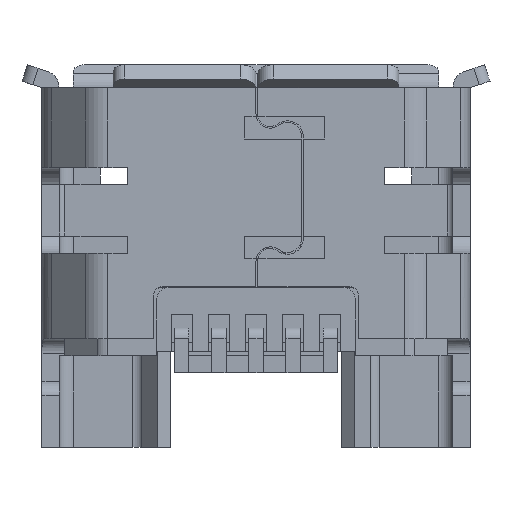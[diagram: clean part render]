
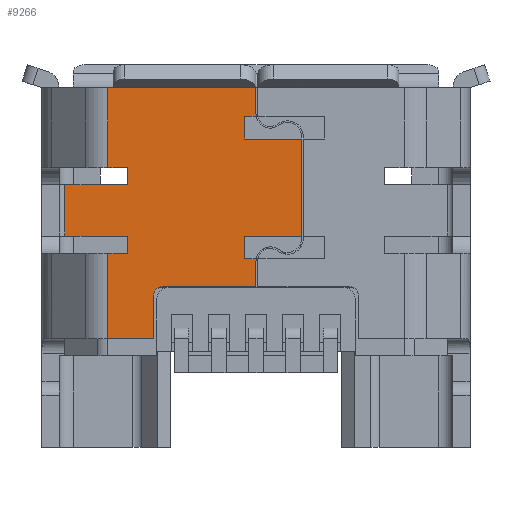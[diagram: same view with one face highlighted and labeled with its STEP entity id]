
A CAD part, front view. The second image highlights one B-rep face of the part: STEP entity #9266.
In plain terms, the highlighted planar face has unit normal (0, -1, 0).
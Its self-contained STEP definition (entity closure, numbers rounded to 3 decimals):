
#20=ELLIPSE('',#9949,0.503,0.28);
#423=LINE('',#13195,#1509);
#429=LINE('',#13208,#1515);
#1165=LINE('',#15025,#2251);
#1166=LINE('',#15030,#2252);
#1169=LINE('',#15041,#2255);
#1171=LINE('',#15045,#2257);
#1173=LINE('',#15049,#2259);
#1176=LINE('',#15055,#2262);
#1178=LINE('',#15059,#2264);
#1180=LINE('',#15063,#2266);
#1182=LINE('',#15068,#2268);
#1186=LINE('',#15074,#2272);
#1187=LINE('',#15078,#2273);
#1206=LINE('',#15131,#2292);
#1214=LINE('',#15155,#2300);
#1217=LINE('',#15161,#2303);
#1220=LINE('',#15170,#2306);
#1226=LINE('',#15184,#2312);
#1230=LINE('',#15194,#2316);
#1234=LINE('',#15204,#2320);
#1243=LINE('',#15225,#2329);
#1244=LINE('',#15227,#2330);
#1245=LINE('',#15228,#2331);
#1509=VECTOR('',#10620,1000.);
#1515=VECTOR('',#10628,1000.);
#2251=VECTOR('',#12286,1000.);
#2252=VECTOR('',#12291,1000.);
#2255=VECTOR('',#12304,1000.);
#2257=VECTOR('',#12308,1000.);
#2259=VECTOR('',#12312,1000.);
#2262=VECTOR('',#12317,1000.);
#2264=VECTOR('',#12321,1000.);
#2266=VECTOR('',#12325,1000.);
#2268=VECTOR('',#12329,1000.);
#2272=VECTOR('',#12335,1000.);
#2273=VECTOR('',#12340,1000.);
#2292=VECTOR('',#12405,1000.);
#2300=VECTOR('',#12431,1000.);
#2303=VECTOR('',#12436,1000.);
#2306=VECTOR('',#12449,1000.);
#2312=VECTOR('',#12465,1000.);
#2316=VECTOR('',#12477,1000.);
#2320=VECTOR('',#12489,1000.);
#2329=VECTOR('',#12510,1000.);
#2330=VECTOR('',#12511,1000.);
#2331=VECTOR('',#12512,1000.);
#2692=PLANE('',#10016);
#3159=FACE_OUTER_BOUND('',#3649,.T.);
#3649=EDGE_LOOP('',(#8689,#8690,#8691,#8692,#8693,#8694,#8695,#8696,#8697,
#8698,#8699,#8700,#8701,#8702,#8703,#8704,#8705,#8706,#8707,#8708,#8709,
#8710,#8711,#8712,#8713,#8714,#8715));
#3705=CIRCLE('',#9467,0.25);
#3896=CIRCLE('',#9989,0.15);
#3898=CIRCLE('',#9994,0.25);
#4086=VERTEX_POINT('',#13134);
#4087=VERTEX_POINT('',#13136);
#4112=VERTEX_POINT('',#13193);
#4113=VERTEX_POINT('',#13194);
#4118=VERTEX_POINT('',#13205);
#4119=VERTEX_POINT('',#13207);
#4718=VERTEX_POINT('',#15022);
#4719=VERTEX_POINT('',#15024);
#4720=VERTEX_POINT('',#15028);
#4721=VERTEX_POINT('',#15029);
#4723=VERTEX_POINT('',#15036);
#4724=VERTEX_POINT('',#15040);
#4725=VERTEX_POINT('',#15044);
#4726=VERTEX_POINT('',#15048);
#4727=VERTEX_POINT('',#15052);
#4728=VERTEX_POINT('',#15054);
#4729=VERTEX_POINT('',#15058);
#4730=VERTEX_POINT('',#15062);
#4731=VERTEX_POINT('',#15066);
#4732=VERTEX_POINT('',#15067);
#4733=VERTEX_POINT('',#15073);
#4734=VERTEX_POINT('',#15077);
#4749=VERTEX_POINT('',#15145);
#4752=VERTEX_POINT('',#15153);
#4754=VERTEX_POINT('',#15159);
#4768=VERTEX_POINT('',#15224);
#4769=VERTEX_POINT('',#15226);
#5049=EDGE_CURVE('',#4087,#4086,#3705,.T.);
#5075=EDGE_CURVE('',#4112,#4113,#423,.T.);
#5081=EDGE_CURVE('',#4119,#4118,#429,.T.);
#5991=EDGE_CURVE('',#4719,#4718,#1165,.T.);
#5993=EDGE_CURVE('',#4720,#4721,#1166,.T.);
#5997=EDGE_CURVE('',#4723,#4720,#20,.T.);
#5999=EDGE_CURVE('',#4724,#4087,#1169,.T.);
#6001=EDGE_CURVE('',#4725,#4724,#1171,.T.);
#6003=EDGE_CURVE('',#4726,#4725,#1173,.T.);
#6006=EDGE_CURVE('',#4728,#4727,#1176,.T.);
#6008=EDGE_CURVE('',#4729,#4728,#1178,.T.);
#6010=EDGE_CURVE('',#4730,#4729,#1180,.T.);
#6012=EDGE_CURVE('',#4731,#4732,#1182,.T.);
#6016=EDGE_CURVE('',#4733,#4731,#1186,.T.);
#6018=EDGE_CURVE('',#4734,#4733,#1187,.T.);
#6045=EDGE_CURVE('',#4734,#4113,#1206,.T.);
#6054=EDGE_CURVE('',#4732,#4749,#3896,.T.);
#6058=EDGE_CURVE('',#4749,#4752,#1214,.T.);
#6061=EDGE_CURVE('',#4752,#4754,#1217,.T.);
#6062=EDGE_CURVE('',#4754,#4730,#3898,.T.);
#6066=EDGE_CURVE('',#4727,#4726,#1220,.T.);
#6074=EDGE_CURVE('',#4086,#4723,#1226,.T.);
#6079=EDGE_CURVE('',#4721,#4719,#1230,.T.);
#6085=EDGE_CURVE('',#4119,#4718,#1234,.T.);
#6095=EDGE_CURVE('',#4118,#4768,#1243,.T.);
#6096=EDGE_CURVE('',#4768,#4769,#1244,.T.);
#6097=EDGE_CURVE('',#4112,#4769,#1245,.T.);
#8689=ORIENTED_EDGE('',*,*,#5081,.T.);
#8690=ORIENTED_EDGE('',*,*,#6095,.T.);
#8691=ORIENTED_EDGE('',*,*,#6096,.T.);
#8692=ORIENTED_EDGE('',*,*,#6097,.F.);
#8693=ORIENTED_EDGE('',*,*,#5075,.T.);
#8694=ORIENTED_EDGE('',*,*,#6045,.F.);
#8695=ORIENTED_EDGE('',*,*,#6018,.T.);
#8696=ORIENTED_EDGE('',*,*,#6016,.T.);
#8697=ORIENTED_EDGE('',*,*,#6012,.T.);
#8698=ORIENTED_EDGE('',*,*,#6054,.T.);
#8699=ORIENTED_EDGE('',*,*,#6058,.T.);
#8700=ORIENTED_EDGE('',*,*,#6061,.T.);
#8701=ORIENTED_EDGE('',*,*,#6062,.T.);
#8702=ORIENTED_EDGE('',*,*,#6010,.T.);
#8703=ORIENTED_EDGE('',*,*,#6008,.T.);
#8704=ORIENTED_EDGE('',*,*,#6006,.T.);
#8705=ORIENTED_EDGE('',*,*,#6066,.T.);
#8706=ORIENTED_EDGE('',*,*,#6003,.T.);
#8707=ORIENTED_EDGE('',*,*,#6001,.T.);
#8708=ORIENTED_EDGE('',*,*,#5999,.T.);
#8709=ORIENTED_EDGE('',*,*,#5049,.T.);
#8710=ORIENTED_EDGE('',*,*,#6074,.T.);
#8711=ORIENTED_EDGE('',*,*,#5997,.T.);
#8712=ORIENTED_EDGE('',*,*,#5993,.T.);
#8713=ORIENTED_EDGE('',*,*,#6079,.T.);
#8714=ORIENTED_EDGE('',*,*,#5991,.T.);
#8715=ORIENTED_EDGE('',*,*,#6085,.F.);
#9266=ADVANCED_FACE('',(#3159),#2692,.T.);
#9467=AXIS2_PLACEMENT_3D('',#13137,#10573,#10574);
#9949=AXIS2_PLACEMENT_3D('',#15037,#12299,#12300);
#9989=AXIS2_PLACEMENT_3D('',#15148,#12423,#12424);
#9994=AXIS2_PLACEMENT_3D('',#15163,#12439,#12440);
#10016=AXIS2_PLACEMENT_3D('',#15223,#12508,#12509);
#10573=DIRECTION('center_axis',(0.,1.,0.));
#10574=DIRECTION('ref_axis',(0.,0.,-1.));
#10620=DIRECTION('',(0.,0.,-1.));
#10628=DIRECTION('',(0.,0.,-1.));
#12286=DIRECTION('',(0.,0.,-1.));
#12291=DIRECTION('',(-1.,0.,0.));
#12299=DIRECTION('center_axis',(0.,-1.,0.));
#12300=DIRECTION('ref_axis',(0.,0.,
-1.));
#12304=DIRECTION('',(1.,0.,0.));
#12308=DIRECTION('',(0.,0.,1.));
#12312=DIRECTION('',(-1.,0.,0.));
#12317=DIRECTION('',(1.,0.,0.));
#12321=DIRECTION('',(0.,0.,1.));
#12325=DIRECTION('',(-1.,0.,0.));
#12329=DIRECTION('',(0.,0.,1.));
#12335=DIRECTION('',(1.,0.,0.));
#12340=DIRECTION('',(0.,0.,-1.));
#12405=DIRECTION('',(1.,0.,0.));
#12423=DIRECTION('center_axis',(0.,1.,0.));
#12424=DIRECTION('ref_axis',(0.,0.,-1.));
#12431=DIRECTION('',(1.,0.,0.));
#12436=DIRECTION('',(0.,0.,1.));
#12439=DIRECTION('center_axis',(0.,1.,0.));
#12440=DIRECTION('ref_axis',(0.,0.,-1.));
#12449=DIRECTION('',(0.,0.,1.));
#12465=DIRECTION('',(0.,0.,1.));
#12477=DIRECTION('',(-1.,0.,0.));
#12489=DIRECTION('',(-1.,0.,0.));
#12508=DIRECTION('center_axis',(0.,-1.,0.));
#12509=DIRECTION('ref_axis',(0.,0.,-1.));
#12510=DIRECTION('',(-1.,0.,0.));
#12511=DIRECTION('',(0.,0.,-1.));
#12512=DIRECTION('',(-1.,0.,0.));
#13134=CARTESIAN_POINT('',(0.,-1.225,1.891));
#13136=CARTESIAN_POINT('',(0.003,-1.225,1.85));
#13137=CARTESIAN_POINT('Origin',(0.25,-1.225,1.891));
#13193=CARTESIAN_POINT('',(-2.25,-1.225,-0.25));
#13194=CARTESIAN_POINT('',(-2.25,-1.225,-0.55));
#13195=CARTESIAN_POINT('',(-2.25,-1.225,-2.35));
#13205=CARTESIAN_POINT('',(-2.25,-1.225,0.65));
#13207=CARTESIAN_POINT('',(-2.25,-1.225,0.95));
#13208=CARTESIAN_POINT('',(-2.25,-1.225,-2.35));
#15022=CARTESIAN_POINT('',(-2.596,-1.225,0.95));
#15024=CARTESIAN_POINT('',(-2.596,-1.225,2.35));
#15025=CARTESIAN_POINT('',(-2.596,-1.225,-2.35));
#15028=CARTESIAN_POINT('',(0.,-1.225,2.35));
#15029=CARTESIAN_POINT('',(-2.5,-1.225,2.35));
#15030=CARTESIAN_POINT('',(-2.596,-1.225,2.35));
#15036=CARTESIAN_POINT('',(0.,-1.225,2.334));
#15037=CARTESIAN_POINT('Origin',(-0.28,-1.225,2.334));
#15040=CARTESIAN_POINT('',(-0.2,-1.225,1.85));
#15041=CARTESIAN_POINT('',(-2.596,-1.225,1.85));
#15044=CARTESIAN_POINT('',(-0.2,-1.225,1.45));
#15045=CARTESIAN_POINT('',(-0.2,-1.225,-2.35));
#15048=CARTESIAN_POINT('',(0.8,-1.225,1.45));
#15049=CARTESIAN_POINT('',(-2.596,-1.225,1.45));
#15052=CARTESIAN_POINT('',(0.8,-1.225,-0.25));
#15054=CARTESIAN_POINT('',(-0.2,-1.225,-0.25));
#15055=CARTESIAN_POINT('',(-2.596,-1.225,-0.25));
#15058=CARTESIAN_POINT('',(-0.2,-1.225,-0.65));
#15059=CARTESIAN_POINT('',(-0.2,-1.225,-2.35));
#15062=CARTESIAN_POINT('',(0.003,-1.225,-0.65));
#15063=CARTESIAN_POINT('',(-2.596,-1.225,-0.65));
#15066=CARTESIAN_POINT('',(-1.79,-1.225,-2.05));
#15067=CARTESIAN_POINT('',(-1.79,-1.225,-1.29));
#15068=CARTESIAN_POINT('',(-1.79,-1.225,-1.29));
#15073=CARTESIAN_POINT('',(-2.596,-1.225,-2.05));
#15074=CARTESIAN_POINT('',(-1.79,-1.225,-2.05));
#15077=CARTESIAN_POINT('',(-2.596,-1.225,-0.55));
#15078=CARTESIAN_POINT('',(-2.596,-1.225,-2.35));
#15131=CARTESIAN_POINT('',(-3.75,-1.225,-0.55));
#15145=CARTESIAN_POINT('',(-1.64,-1.225,-1.14));
#15148=CARTESIAN_POINT('Origin',(-1.64,-1.225,-1.29));
#15153=CARTESIAN_POINT('',(0.,-1.225,-1.14));
#15155=CARTESIAN_POINT('',(-2.596,-1.225,-1.14));
#15159=CARTESIAN_POINT('',(0.,-1.225,-0.69));
#15161=CARTESIAN_POINT('',(0.,-1.225,-2.35));
#15163=CARTESIAN_POINT('Origin',(0.25,-1.225,-0.69));
#15170=CARTESIAN_POINT('',(0.8,-1.225,1.49));
#15184=CARTESIAN_POINT('',(0.,-1.225,-2.35));
#15194=CARTESIAN_POINT('',(-2.596,-1.225,2.35));
#15204=CARTESIAN_POINT('',(-3.75,-1.225,0.95));
#15223=CARTESIAN_POINT('Origin',(-2.596,-1.225,-2.35));
#15224=CARTESIAN_POINT('',(-3.35,-1.225,0.65));
#15225=CARTESIAN_POINT('',(-1.45,-1.225,0.65));
#15226=CARTESIAN_POINT('',(-3.35,-1.225,-0.25));
#15227=CARTESIAN_POINT('',(-3.35,-1.225,-2.35));
#15228=CARTESIAN_POINT('',(-1.45,-1.225,-0.25));
